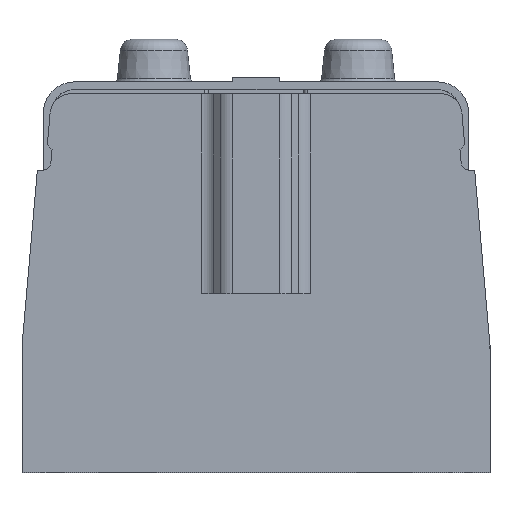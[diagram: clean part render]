
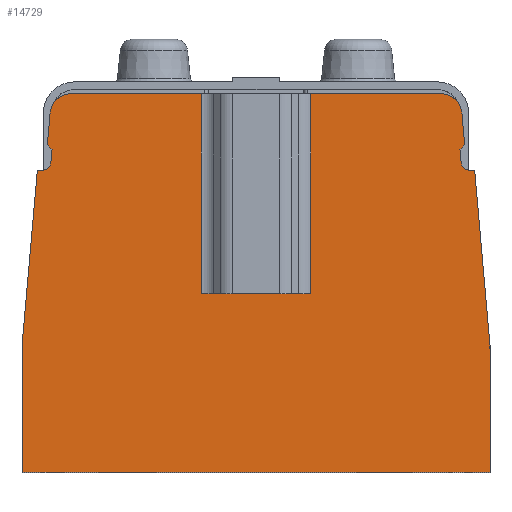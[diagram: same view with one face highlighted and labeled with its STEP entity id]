
A CAD part, top view. The second image highlights one B-rep face of the part: STEP entity #14729.
In plain terms, the highlighted planar face has unit normal (0, 0, 1).
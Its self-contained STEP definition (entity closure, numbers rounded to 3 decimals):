
#1513=DIRECTION('',(-1.,0.,0.));
#1514=VECTOR('',#1513,30.562);
#1515=CARTESIAN_POINT('',(43.419,44.5,21.));
#1516=LINE('',#1515,#1514);
#1545=DIRECTION('',(-1.,0.,0.));
#1546=VECTOR('',#1545,30.562);
#1547=CARTESIAN_POINT('',(-12.857,44.5,21.));
#1548=LINE('',#1547,#1546);
#1805=DIRECTION('',(-1.,0.,0.));
#1806=VECTOR('',#1805,1.197);
#1807=CARTESIAN_POINT('',(51.401,26.5,21.));
#1808=LINE('',#1807,#1806);
#1817=CARTESIAN_POINT('',(43.419,39.5,21.));
#1818=DIRECTION('',(0.,0.,-1.));
#1819=DIRECTION('',(0.,1.,0.));
#1820=AXIS2_PLACEMENT_3D('',#1817,#1818,#1819);
#1822=DIRECTION('',(0.087,-0.996,0.));
#1823=VECTOR('',#1822,7.464);
#1824=CARTESIAN_POINT('',(48.4,39.936,21.));
#1825=LINE('',#1824,#1823);
#1826=DIRECTION('',(-0.707,-0.707,0.));
#1827=VECTOR('',#1826,1.566);
#1828=CARTESIAN_POINT('',(49.05,32.5,21.));
#1829=LINE('',#1828,#1827);
#1830=DIRECTION('',(0.087,-0.996,0.));
#1831=VECTOR('',#1830,3.078);
#1832=CARTESIAN_POINT('',(47.943,31.392,21.));
#1833=LINE('',#1832,#1831);
#1834=CARTESIAN_POINT('',(50.203,28.5,21.));
#1835=DIRECTION('',(0.,0.,1.));
#1836=DIRECTION('',(-0.996,-0.087,0.));
#1837=AXIS2_PLACEMENT_3D('',#1834,#1835,#1836);
#1839=DIRECTION('',(0.087,-0.996,0.));
#1840=VECTOR('',#1839,41.306);
#1841=CARTESIAN_POINT('',(51.401,26.5,21.));
#1842=LINE('',#1841,#1840);
#1843=DIRECTION('',(0.087,0.996,0.));
#1844=VECTOR('',#1843,41.306);
#1845=CARTESIAN_POINT('',(-55.,-14.648,21.));
#1846=LINE('',#1845,#1844);
#1847=CARTESIAN_POINT('',(-50.203,28.5,21.));
#1848=DIRECTION('',(0.,0.,1.));
#1849=DIRECTION('',(0.,-1.,0.));
#1850=AXIS2_PLACEMENT_3D('',#1847,#1848,#1849);
#1852=DIRECTION('',(0.087,0.996,0.));
#1853=VECTOR('',#1852,3.078);
#1854=CARTESIAN_POINT('',(-48.21,28.326,21.));
#1855=LINE('',#1854,#1853);
#1856=DIRECTION('',(-0.707,0.707,0.));
#1857=VECTOR('',#1856,1.566);
#1858=CARTESIAN_POINT('',(-47.942,31.392,21.));
#1859=LINE('',#1858,#1857);
#1860=DIRECTION('',(0.087,0.996,0.));
#1861=VECTOR('',#1860,7.464);
#1862=CARTESIAN_POINT('',(-49.05,32.5,21.));
#1863=LINE('',#1862,#1861);
#1864=CARTESIAN_POINT('',(-43.418,39.5,21.));
#1865=DIRECTION('',(0.,0.,-1.));
#1866=DIRECTION('',(-0.996,0.087,0.));
#1867=AXIS2_PLACEMENT_3D('',#1864,#1865,#1866);
#1869=DIRECTION('',(-1.,0.,0.));
#1870=VECTOR('',#1869,25.714);
#1871=CARTESIAN_POINT('',(12.857,-2.5,21.));
#1872=LINE('',#1871,#1870);
#1901=DIRECTION('',(0.,1.,0.));
#1902=VECTOR('',#1901,47.);
#1903=CARTESIAN_POINT('',(-12.857,-2.5,21.));
#1904=LINE('',#1903,#1902);
#1937=DIRECTION('',(0.,-1.,0.));
#1938=VECTOR('',#1937,47.);
#1939=CARTESIAN_POINT('',(12.857,44.5,21.));
#1940=LINE('',#1939,#1938);
#2108=DIRECTION('',(0.,-1.,0.));
#2109=VECTOR('',#2108,29.852);
#2110=CARTESIAN_POINT('',(-55.,-14.648,21.));
#2111=LINE('',#2110,#2109);
#2183=DIRECTION('',(1.,0.,0.));
#2184=VECTOR('',#2183,110.);
#2185=CARTESIAN_POINT('',(-55.,-44.5,21.));
#2186=LINE('',#2185,#2184);
#2601=DIRECTION('',(0.,1.,0.));
#2602=VECTOR('',#2601,29.852);
#2603=CARTESIAN_POINT('',(55.,-44.5,21.));
#2604=LINE('',#2603,#2602);
#3934=DIRECTION('',(-1.,0.,0.));
#3935=VECTOR('',#3934,1.197);
#3936=CARTESIAN_POINT('',(-50.203,26.5,21.));
#3937=LINE('',#3936,#3935);
#10022=CARTESIAN_POINT('',(12.857,-2.5,21.));
#10023=CARTESIAN_POINT('',(-12.857,-2.5,21.));
#10024=VERTEX_POINT('',#10022);
#10025=VERTEX_POINT('',#10023);
#10026=CARTESIAN_POINT('',(12.857,44.5,21.));
#10027=VERTEX_POINT('',#10026);
#10028=CARTESIAN_POINT('',(43.419,44.5,21.));
#10029=VERTEX_POINT('',#10028);
#10030=CARTESIAN_POINT('',(48.4,39.936,21.));
#10031=VERTEX_POINT('',#10030);
#10032=CARTESIAN_POINT('',(49.05,32.5,21.));
#10033=VERTEX_POINT('',#10032);
#10034=CARTESIAN_POINT('',(47.943,31.392,21.));
#10035=VERTEX_POINT('',#10034);
#10036=CARTESIAN_POINT('',(48.211,28.326,21.));
#10037=VERTEX_POINT('',#10036);
#10038=CARTESIAN_POINT('',(50.203,26.5,21.));
#10039=VERTEX_POINT('',#10038);
#10040=CARTESIAN_POINT('',(51.401,26.5,21.));
#10041=VERTEX_POINT('',#10040);
#10042=CARTESIAN_POINT('',(55.,-14.648,21.));
#10043=VERTEX_POINT('',#10042);
#10044=CARTESIAN_POINT('',(55.,-44.5,21.));
#10045=VERTEX_POINT('',#10044);
#10046=CARTESIAN_POINT('',(-55.,-44.5,21.));
#10047=VERTEX_POINT('',#10046);
#10048=CARTESIAN_POINT('',(-55.,-14.648,21.));
#10049=VERTEX_POINT('',#10048);
#10050=CARTESIAN_POINT('',(-51.4,26.5,21.));
#10051=VERTEX_POINT('',#10050);
#10052=CARTESIAN_POINT('',(-50.203,26.5,21.));
#10053=VERTEX_POINT('',#10052);
#10054=CARTESIAN_POINT('',(-48.21,28.326,21.));
#10055=VERTEX_POINT('',#10054);
#10056=CARTESIAN_POINT('',(-47.942,31.392,21.));
#10057=VERTEX_POINT('',#10056);
#10058=CARTESIAN_POINT('',(-49.05,32.5,21.));
#10059=VERTEX_POINT('',#10058);
#10060=CARTESIAN_POINT('',(-48.399,39.936,21.));
#10061=VERTEX_POINT('',#10060);
#10062=CARTESIAN_POINT('',(-43.418,44.5,21.));
#10063=VERTEX_POINT('',#10062);
#10064=CARTESIAN_POINT('',(-12.857,44.5,21.));
#10065=VERTEX_POINT('',#10064);
#14682=CARTESIAN_POINT('',(0.,0.,21.));
#14683=DIRECTION('',(0.,0.,1.));
#14684=DIRECTION('',(-1.,0.,0.));
#14685=AXIS2_PLACEMENT_3D('',#14682,#14683,#14684);
#14686=PLANE('',#14685);
#14688=ORIENTED_EDGE('',*,*,#14687,.F.);
#14690=ORIENTED_EDGE('',*,*,#14689,.F.);
#14691=ORIENTED_EDGE('',*,*,#14239,.F.);
#14693=ORIENTED_EDGE('',*,*,#14692,.T.);
#14695=ORIENTED_EDGE('',*,*,#14694,.T.);
#14697=ORIENTED_EDGE('',*,*,#14696,.T.);
#14699=ORIENTED_EDGE('',*,*,#14698,.T.);
#14700=ORIENTED_EDGE('',*,*,#14659,.T.);
#14701=ORIENTED_EDGE('',*,*,#14673,.F.);
#14703=ORIENTED_EDGE('',*,*,#14702,.T.);
#14705=ORIENTED_EDGE('',*,*,#14704,.F.);
#14707=ORIENTED_EDGE('',*,*,#14706,.F.);
#14709=ORIENTED_EDGE('',*,*,#14708,.F.);
#14711=ORIENTED_EDGE('',*,*,#14710,.T.);
#14713=ORIENTED_EDGE('',*,*,#14712,.F.);
#14715=ORIENTED_EDGE('',*,*,#14714,.T.);
#14717=ORIENTED_EDGE('',*,*,#14716,.T.);
#14719=ORIENTED_EDGE('',*,*,#14718,.T.);
#14721=ORIENTED_EDGE('',*,*,#14720,.T.);
#14723=ORIENTED_EDGE('',*,*,#14722,.T.);
#14724=ORIENTED_EDGE('',*,*,#14255,.F.);
#14726=ORIENTED_EDGE('',*,*,#14725,.F.);
#14727=EDGE_LOOP('',(#14688,#14690,#14691,#14693,#14695,#14697,#14699,#14700,
#14701,#14703,#14705,#14707,#14709,#14711,#14713,#14715,#14717,#14719,#14721,
#14723,#14724,#14726));
#14728=FACE_OUTER_BOUND('',#14727,.F.);
#1821=CIRCLE('',#1820,5.);
#1838=CIRCLE('',#1837,2.);
#1851=CIRCLE('',#1850,2.);
#1868=CIRCLE('',#1867,5.);
#14239=EDGE_CURVE('',#10029,#10027,#1516,.T.);
#14255=EDGE_CURVE('',#10065,#10063,#1548,.T.);
#14659=EDGE_CURVE('',#10037,#10039,#1838,.T.);
#14673=EDGE_CURVE('',#10041,#10039,#1808,.T.);
#14687=EDGE_CURVE('',#10024,#10025,#1872,.T.);
#14689=EDGE_CURVE('',#10027,#10024,#1940,.T.);
#14692=EDGE_CURVE('',#10029,#10031,#1821,.T.);
#14694=EDGE_CURVE('',#10031,#10033,#1825,.T.);
#14696=EDGE_CURVE('',#10033,#10035,#1829,.T.);
#14698=EDGE_CURVE('',#10035,#10037,#1833,.T.);
#14702=EDGE_CURVE('',#10041,#10043,#1842,.T.);
#14704=EDGE_CURVE('',#10045,#10043,#2604,.T.);
#14706=EDGE_CURVE('',#10047,#10045,#2186,.T.);
#14708=EDGE_CURVE('',#10049,#10047,#2111,.T.);
#14710=EDGE_CURVE('',#10049,#10051,#1846,.T.);
#14712=EDGE_CURVE('',#10053,#10051,#3937,.T.);
#14714=EDGE_CURVE('',#10053,#10055,#1851,.T.);
#14716=EDGE_CURVE('',#10055,#10057,#1855,.T.);
#14718=EDGE_CURVE('',#10057,#10059,#1859,.T.);
#14720=EDGE_CURVE('',#10059,#10061,#1863,.T.);
#14722=EDGE_CURVE('',#10061,#10063,#1868,.T.);
#14725=EDGE_CURVE('',#10025,#10065,#1904,.T.);
#14729=ADVANCED_FACE('',(#14728),#14686,.T.);
